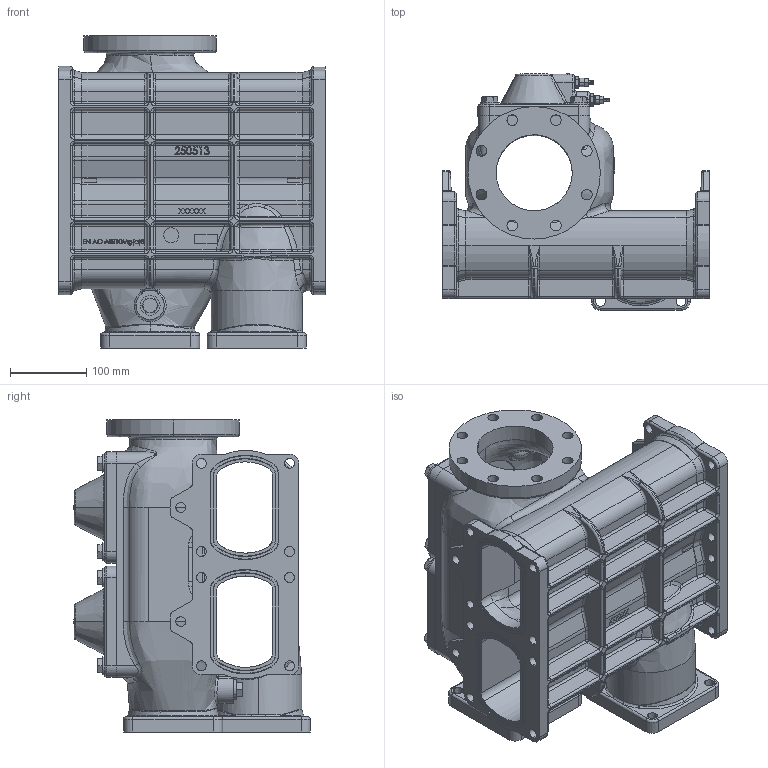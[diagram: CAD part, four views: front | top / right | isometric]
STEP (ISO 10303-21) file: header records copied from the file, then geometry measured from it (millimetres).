
FILE_DESCRIPTION (( 'STEP AP214' ), '1' );
FILE_NAME ('VZK2AB100_250711.STEP', '2012-07-25T11:09:48', ( 'Admin2' ), ( '' ), 'SwSTEP 2.0', 'SolidWorks 2010', '' );
FILE_SCHEMA (( 'AUTOMOTIVE_DESIGN' ));
Length unit declared in the file: millimetre
Products named in the file (1): VZK2AB100_250711
Bounding box: 350 x 310.5 x 410 mm (x, y, z)
Surface area: 1092141.3 mm2 (no closed solid volume)
Topology: 0 solids, 72 shells, 2086 faces, 7176 edges, 4894 vertices
Faces by surface type: plane 688, cylinder 628, bspline 359, torus 202, cone 134, sphere 75
Entity records: 192372 total; most frequent: CARTESIAN_POINT 112267, ORIENTED_EDGE 11409, DIRECTION 10792, EDGE_CURVE 7117, VERTEX_POINT 4892, AXIS2_PLACEMENT_3D 3724, VECTOR 3344, LINE 3344
